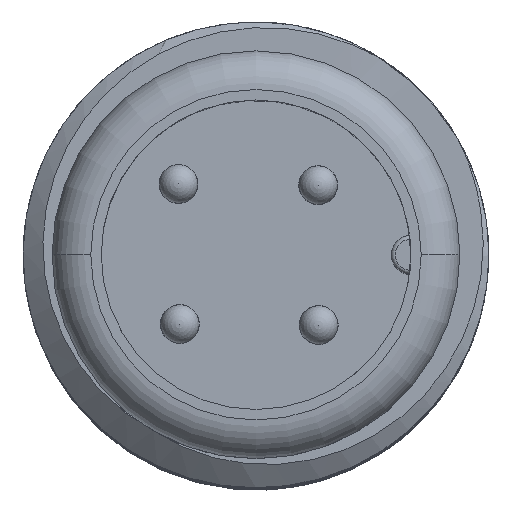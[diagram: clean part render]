
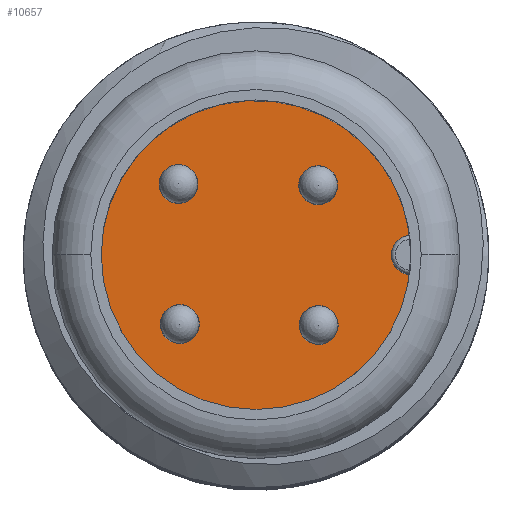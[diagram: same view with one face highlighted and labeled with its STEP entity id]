
A CAD part, top view. The second image highlights one B-rep face of the part: STEP entity #10657.
In plain terms, the highlighted planar face has unit normal (0, 0, 1).
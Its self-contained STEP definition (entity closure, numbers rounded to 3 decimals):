
#49 = DIRECTION ( 'NONE',  ( 0., 0., -1. ) ) ;
#572 = VERTEX_POINT ( 'NONE', #3054 ) ;
#995 = EDGE_CURVE ( 'NONE', #3338, #7654, #3978, .T. ) ;
#1031 = CARTESIAN_POINT ( 'NONE',  ( 0., 0., 6. ) ) ;
#1174 = CARTESIAN_POINT ( 'NONE',  ( 4., 0., 6. ) ) ;
#1561 = DIRECTION ( 'NONE',  ( 1., 0., 0. ) ) ;
#1642 = FACE_OUTER_BOUND ( 'NONE', #5807, .T. ) ;
#2155 = VERTEX_POINT ( 'NONE', #2891 ) ;
#2222 = AXIS2_PLACEMENT_3D ( 'NONE', #4075, #3226, #3259 ) ;
#2891 = CARTESIAN_POINT ( 'NONE',  ( 3.969, 0.499, 6. ) ) ;
#3041 = CARTESIAN_POINT ( 'NONE',  ( -4., 0., 6. ) ) ;
#3054 = CARTESIAN_POINT ( 'NONE',  ( 3.5, 0., 6. ) ) ;
#3226 = DIRECTION ( 'NONE',  ( 0., 0., 1. ) ) ;
#3259 = DIRECTION ( 'NONE',  ( 1., 0., 0. ) ) ;
#3329 = CARTESIAN_POINT ( 'NONE',  ( 4., 0., 6. ) ) ;
#3338 = VERTEX_POINT ( 'NONE', #3041 ) ;
#3831 = EDGE_CURVE ( 'NONE', #2155, #3338, #10281, .T. ) ;
#3955 = CIRCLE ( 'NONE', #6375, 0.5 ) ;
#3978 = CIRCLE ( 'NONE', #9423, 4. ) ;
#4075 = CARTESIAN_POINT ( 'NONE',  ( 0., 0., 6. ) ) ;
#4414 = AXIS2_PLACEMENT_3D ( 'NONE', #1174, #8513, #10221 ) ;
#4458 = DIRECTION ( 'NONE',  ( 0., 0., 1. ) ) ;
#4819 = PLANE ( 'NONE',  #2222 ) ;
#4939 = ORIENTED_EDGE ( 'NONE', *, *, #3831, .T. ) ;
#5169 = DIRECTION ( 'NONE',  ( 1., 0., 0. ) ) ;
#5573 = DIRECTION ( 'NONE',  ( 0., 0., 1. ) ) ;
#5807 = EDGE_LOOP ( 'NONE', ( #4939, #7235, #5932, #6089 ) ) ;
#5932 = ORIENTED_EDGE ( 'NONE', *, *, #8667, .T. ) ;
#6089 = ORIENTED_EDGE ( 'NONE', *, *, #10010, .T. ) ;
#6375 = AXIS2_PLACEMENT_3D ( 'NONE', #3329, #49, #1561 ) ;
#7235 = ORIENTED_EDGE ( 'NONE', *, *, #995, .T. ) ;
#7654 = VERTEX_POINT ( 'NONE', #9825 ) ;
#7846 = CIRCLE ( 'NONE', #4414, 0.5 ) ;
#7892 = CARTESIAN_POINT ( 'NONE',  ( 0., 0., 6. ) ) ;
#8513 = DIRECTION ( 'NONE',  ( 0., 0., -1. ) ) ;
#8667 = EDGE_CURVE ( 'NONE', #7654, #572, #3955, .T. ) ;
#8720 = DIRECTION ( 'NONE',  ( 1., 0., 0. ) ) ;
#9423 = AXIS2_PLACEMENT_3D ( 'NONE', #7892, #5573, #8720 ) ;
#9639 = AXIS2_PLACEMENT_3D ( 'NONE', #1031, #4458, #5169 ) ;
#9825 = CARTESIAN_POINT ( 'NONE',  ( 3.969, -0.499, 6. ) ) ;
#10010 = EDGE_CURVE ( 'NONE', #572, #2155, #7846, .T. ) ;
#10221 = DIRECTION ( 'NONE',  ( 1., 0., 0. ) ) ;
#10281 = CIRCLE ( 'NONE', #9639, 4. ) ;
#10657 = ADVANCED_FACE ( 'NONE', ( #1642 ), #4819, .T. ) ;
